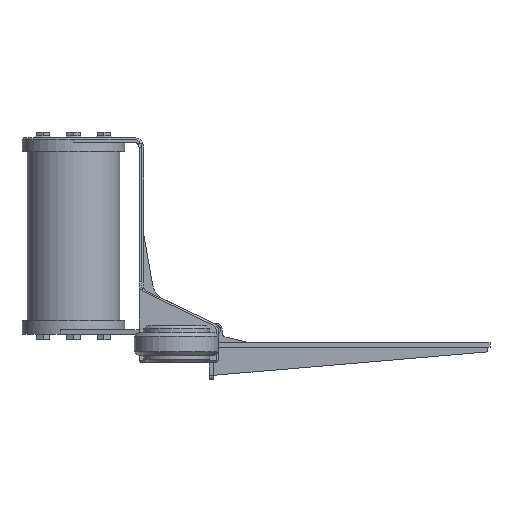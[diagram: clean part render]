
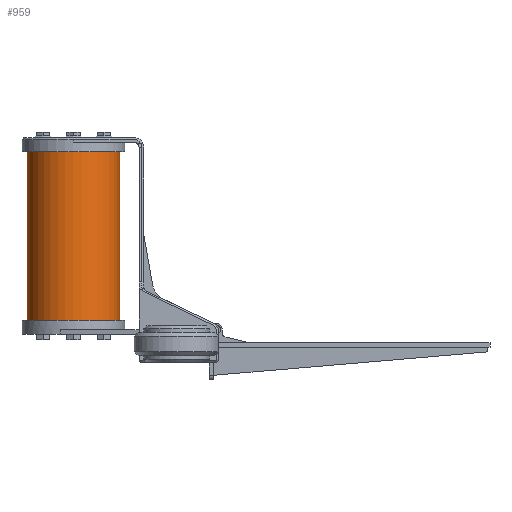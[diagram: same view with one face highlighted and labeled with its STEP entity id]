
A CAD part, left-side view. The second image highlights one B-rep face of the part: STEP entity #959.
In plain terms, the highlighted cylindrical face has radius 62.884 mm (diameter 125.767 mm), a full revolution.
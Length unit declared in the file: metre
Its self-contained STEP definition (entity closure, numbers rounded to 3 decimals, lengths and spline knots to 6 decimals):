
#959 = ADVANCED_FACE( '', ( #2032, #2033 ), #2034, .T. );
#2032 = FACE_OUTER_BOUND( '', #3185, .T. );
#2033 = FACE_OUTER_BOUND( '', #3186, .T. );
#2034 = CYLINDRICAL_SURFACE( '', #3187, 0.062884 );
#3185 = EDGE_LOOP( '', ( #6020 ) );
#3186 = EDGE_LOOP( '', ( #6021 ) );
#3187 = AXIS2_PLACEMENT_3D( '', #6022, #6023, #6024 );
#6020 = ORIENTED_EDGE( '', *, *, #6900, .T. );
#6021 = ORIENTED_EDGE( '', *, *, #7620, .T. );
#6022 = CARTESIAN_POINT( '', ( 0., -2.836568, 0.704966 ) );
#6023 = DIRECTION( '', ( 0., 0., -1. ) );
#6024 = DIRECTION( '', ( 1., 0., 0. ) );
#6900 = EDGE_CURVE( '', #8389, #8389, #8390, .T. );
#7620 = EDGE_CURVE( '', #9388, #9388, #9389, .F. );
#8389 = VERTEX_POINT( '', #10444 );
#8390 = CIRCLE( '', #10445, 0.062884 );
#9388 = VERTEX_POINT( '', #11979 );
#9389 = CIRCLE( '', #11980, 0.062884 );
#10444 = CARTESIAN_POINT( '', ( 0.062884, -2.836568, 0.704968 ) );
#10445 = AXIS2_PLACEMENT_3D( '', #12599, #12600, #12601 );
#11979 = CARTESIAN_POINT( '', ( 0.062884, -2.836568, 0.933568 ) );
#11980 = AXIS2_PLACEMENT_3D( '', #13262, #13263, #13264 );
#12599 = CARTESIAN_POINT( '', ( 0., -2.836568, 0.704968 ) );
#12600 = DIRECTION( '', ( 0., 0., 1. ) );
#12601 = DIRECTION( '', ( 1., 0., 0. ) );
#13262 = CARTESIAN_POINT( '', ( 0., -2.836568, 0.933568 ) );
#13263 = DIRECTION( '', ( 0., 0., 1. ) );
#13264 = DIRECTION( '', ( 1., 0., 0. ) );
